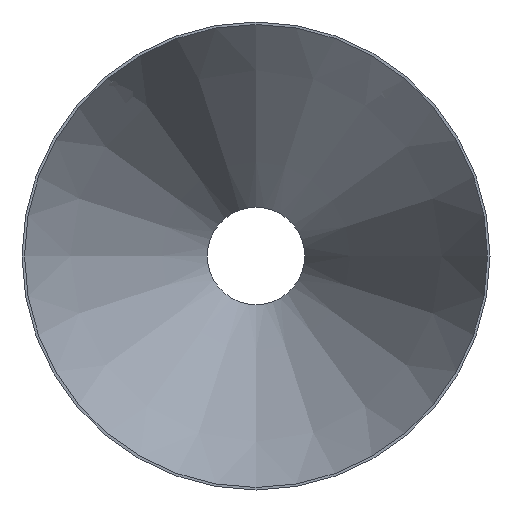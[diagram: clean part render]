
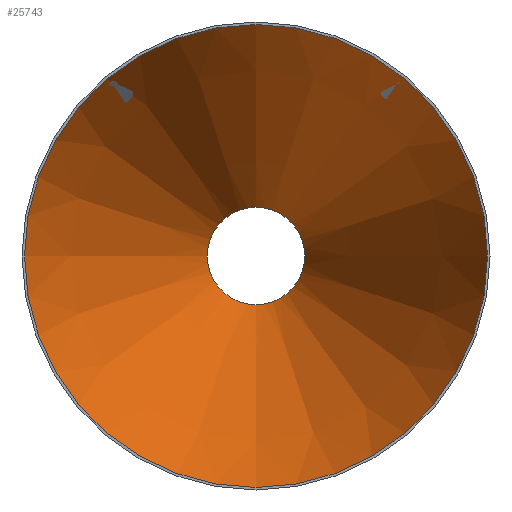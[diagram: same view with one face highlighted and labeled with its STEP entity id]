
A CAD part, front view. The second image highlights one B-rep face of the part: STEP entity #25743.
In plain terms, the highlighted conical face has half-angle 24.033 degrees and reference radius 201.01 mm.
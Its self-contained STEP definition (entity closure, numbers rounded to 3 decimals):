
#1454 = ORIENTED_EDGE ( 'NONE', *, *, #15942, .F. ) ;
#2336 = VERTEX_POINT ( 'NONE', #16247 ) ;
#2771 = DIRECTION ( 'NONE',  ( 0., 0., -1. ) ) ;
#5493 = EDGE_LOOP ( 'NONE', ( #32246 ) ) ;
#5727 = DIRECTION ( 'NONE',  ( 0., -1., 0. ) ) ;
#7107 = DIRECTION ( 'NONE',  ( 0., 0., -1. ) ) ;
#7601 = AXIS2_PLACEMENT_3D ( 'NONE', #27366, #5727, #44027 ) ;
#14729 = AXIS2_PLACEMENT_3D ( 'NONE', #26525, #20332, #2771 ) ;
#15942 = EDGE_CURVE ( 'NONE', #33812, #33812, #32613, .T. ) ;
#16247 = CARTESIAN_POINT ( 'NONE',  ( 0., 0., -201.01 ) ) ;
#16658 = FACE_BOUND ( 'NONE', #28955, .T. ) ;
#18286 = DIRECTION ( 'NONE',  ( 0., -1., 0. ) ) ;
#20332 = DIRECTION ( 'NONE',  ( 0., -1., 0. ) ) ;
#25743 = ADVANCED_FACE ( 'NONE', ( #16658, #41292 ), #27267, .F. ) ;
#26525 = CARTESIAN_POINT ( 'NONE',  ( 0., 0., 0. ) ) ;
#26781 = AXIS2_PLACEMENT_3D ( 'NONE', #32208, #18286, #7107 ) ;
#27267 = CONICAL_SURFACE ( 'NONE', #7601, 201.01, 0.419 ) ;
#27366 = CARTESIAN_POINT ( 'NONE',  ( 0., 0., 0. ) ) ;
#28955 = EDGE_LOOP ( 'NONE', ( #1454 ) ) ;
#30457 = EDGE_CURVE ( 'NONE', #2336, #2336, #33702, .T. ) ;
#32208 = CARTESIAN_POINT ( 'NONE',  ( 0., 356., 0. ) ) ;
#32246 = ORIENTED_EDGE ( 'NONE', *, *, #30457, .T. ) ;
#32613 = CIRCLE ( 'NONE', #26781, 42.26 ) ;
#33702 = CIRCLE ( 'NONE', #14729, 201.01 ) ;
#33812 = VERTEX_POINT ( 'NONE', #37261 ) ;
#37261 = CARTESIAN_POINT ( 'NONE',  ( 0., 356., -42.26 ) ) ;
#41292 = FACE_OUTER_BOUND ( 'NONE', #5493, .T. ) ;
#44027 = DIRECTION ( 'NONE',  ( 0., 0., -1. ) ) ;
